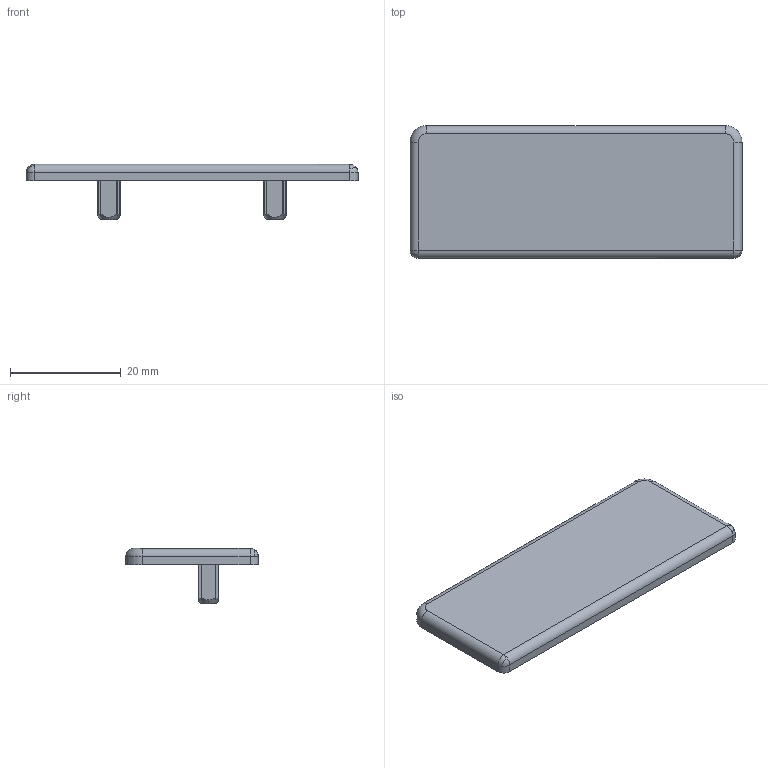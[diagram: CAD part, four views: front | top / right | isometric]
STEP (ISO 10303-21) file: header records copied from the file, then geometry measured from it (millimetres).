
FILE_DESCRIPTION (( 'STEP AP214' ), '1' );
FILE_NAME ('BASE06E2983-Embout 6 60x24.step', '2023-03-24T09:41:25', ( 'Altae' ), ( '' ), 'SwSTEP 2.0', 'SolidWorks 2021', '' );
FILE_SCHEMA (( 'AUTOMOTIVE_DESIGN' ));
Length unit declared in the file: millimetre
Products named in the file (1): BASE06E2983-Embout 6 60x24
Bounding box: 60 x 24 x 9.98 mm (x, y, z)
Volume: 2555.9 mm3; surface area: 3876.2 mm2
Topology: 1 solids, 1 shells, 95 faces, 246 edges, 152 vertices
Faces by surface type: plane 45, cylinder 40, bspline 4, cone 4, torus 2
Entity records: 3324 total; most frequent: CARTESIAN_POINT 1090, ORIENTED_EDGE 484, DIRECTION 424, EDGE_CURVE 242, VERTEX_POINT 152, AXIS2_PLACEMENT_3D 146, LINE 132, VECTOR 132
